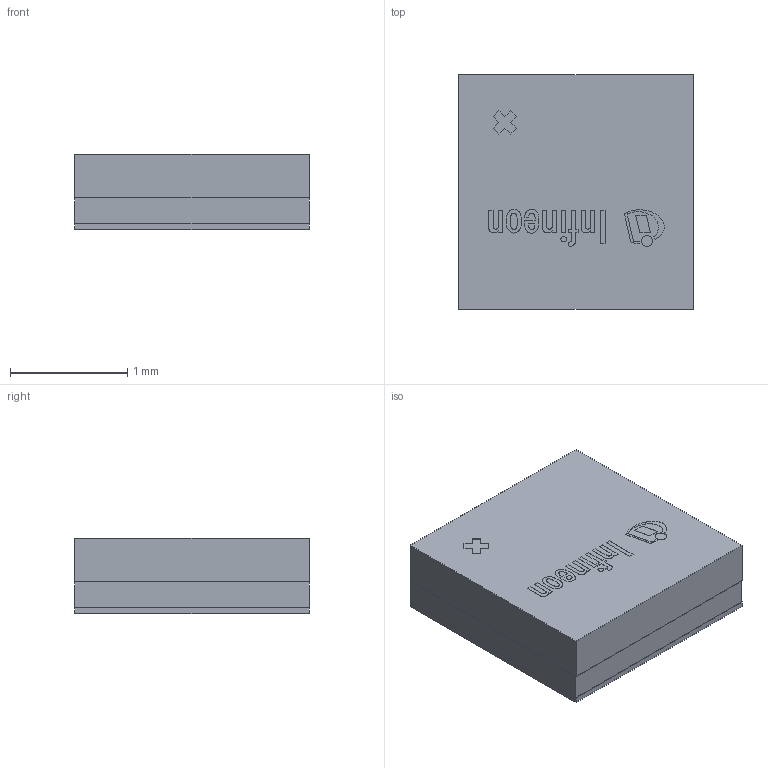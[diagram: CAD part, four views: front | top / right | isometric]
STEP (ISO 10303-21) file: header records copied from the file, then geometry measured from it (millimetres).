
FILE_DESCRIPTION(/* description */ (''),/* implementation_level */ '2;1');
FILE_NAME(/* name */ 'PG-ULGA-16-4_Z8B00209154_V01_3D.stp',/* time_stamp */ '2021-03-17T15:18:10+06:00',/* author */ ('janartha'),/* organization */ (''),/* preprocessor_version */ 'ST-DEVELOPER v16.13',/* originating_system */ 'AutoCAD Mechanical',/* authorisation */ '');
FILE_SCHEMA (('AUTOMOTIVE_DESIGN { 1 0 10303 214 3 1 1 }'));
Length unit declared in the file: millimetre
Products named in the file (1): Product
Bounding box: 2 x 2 x 0.64 mm (x, y, z)
Volume: 2.5 mm3; surface area: 33.2 mm2
Topology: 33 solids, 33 shells, 347 faces, 789 edges, 526 vertices
Faces by surface type: plane 325, bspline 18, cylinder 4
Full cylindrical faces by diameter (mm): 0.047 x1, 0.097 x1
Entity records: 9735 total; most frequent: CARTESIAN_POINT 2031, ORIENTED_EDGE 1574, DIRECTION 1419, EDGE_CURVE 787, LINE 743, VECTOR 743, VERTEX_POINT 526, EDGE_LOOP 371
